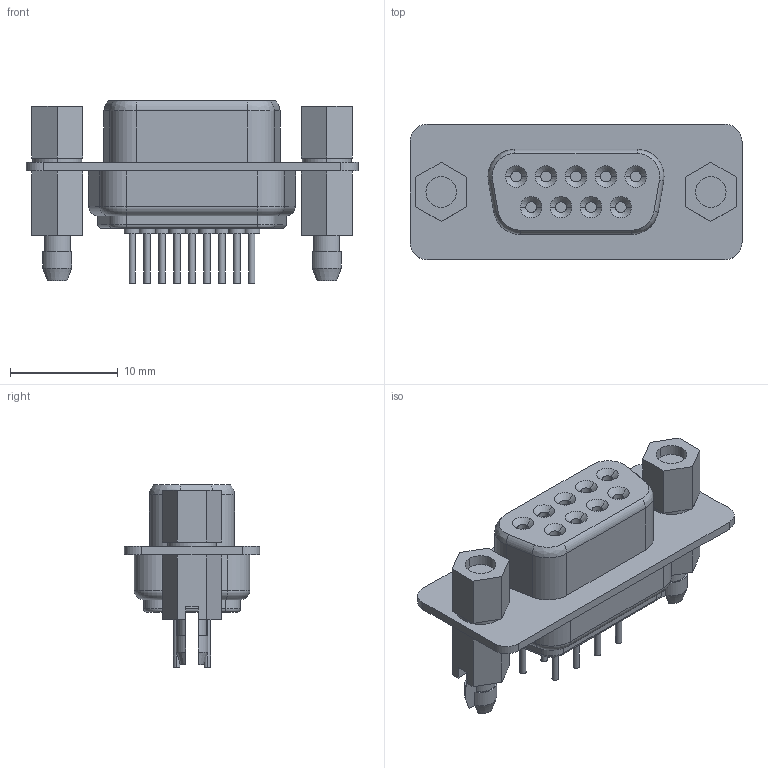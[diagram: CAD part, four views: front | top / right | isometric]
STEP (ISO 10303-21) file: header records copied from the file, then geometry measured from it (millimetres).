
FILE_DESCRIPTION((''),'2;1');
FILE_NAME('C-2301838-2','2018-04-19T',('workeradm'),('TE Connectivity Ltd.'),'CREO PARAMETRIC BY PTC INC, 2016050','CREO PARAMETRIC BY PTC INC, 2016050','');
FILE_SCHEMA(('AUTOMOTIVE_DESIGN { 1 0 10303 214 1 1 1 1 }'));
Length unit declared in the file: millimetre
Products named in the file (1): C-2301838-2
Bounding box: 30.78 x 12.55 x 16.9 mm (x, y, z)
Volume: 2371.2 mm3; surface area: 1950.8 mm2
Topology: 1 solids, 1 shells, 227 faces, 514 edges, 326 vertices
Faces by surface type: cylinder 98, plane 95, cone 22, torus 8, bspline 4
Entity records: 6482 total; most frequent: DIRECTION 1178, CARTESIAN_POINT 1165, ORIENTED_EDGE 1028, EDGE_CURVE 514, AXIS2_PLACEMENT_3D 449, VERTEX_POINT 326, VECTOR 280, LINE 280
